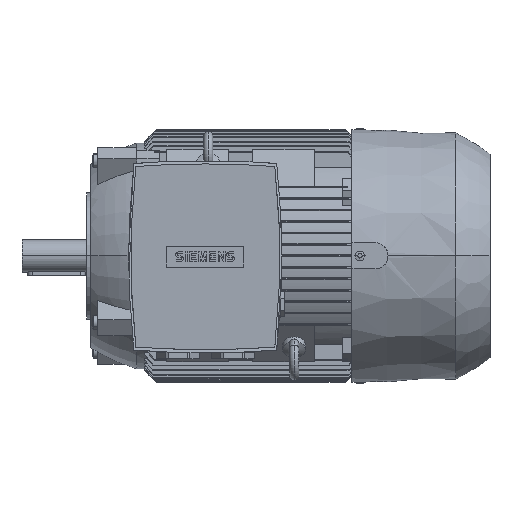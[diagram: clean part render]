
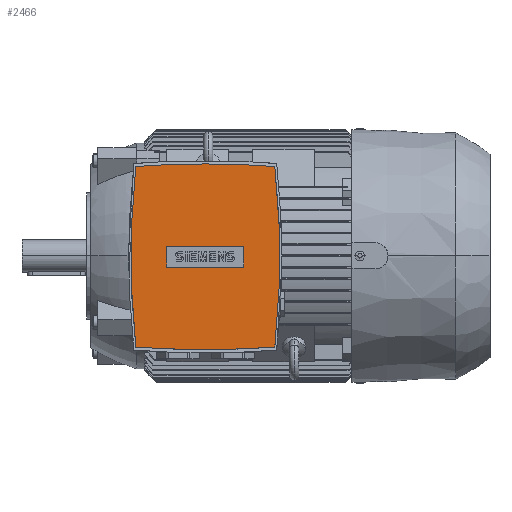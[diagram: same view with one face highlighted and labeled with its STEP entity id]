
A CAD part, top view. The second image highlights one B-rep face of the part: STEP entity #2466.
In plain terms, the highlighted planar face has unit normal (0, 0, 1).
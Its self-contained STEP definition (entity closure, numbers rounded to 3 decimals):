
#2466=ADVANCED_FACE('',(#5160,#5161),#5162,.T.);
#5160=FACE_BOUND('',#8087,.T.);
#5161=FACE_OUTER_BOUND('',#8088,.T.);
#5162=PLANE('',#8089);
#8087=EDGE_LOOP('',(#15646,#15647,#15648,#15649));
#8088=EDGE_LOOP('',(#15650,#15651,#15652,#15653,#15654,#15655));
#8089=AXIS2_PLACEMENT_3D('',#15656,#15657,#15658);
#15646=ORIENTED_EDGE('',*,*,#20595,.T.);
#15647=ORIENTED_EDGE('',*,*,#20599,.T.);
#15648=ORIENTED_EDGE('',*,*,#20602,.T.);
#15649=ORIENTED_EDGE('',*,*,#20604,.T.);
#15650=ORIENTED_EDGE('',*,*,#20680,.T.);
#15651=ORIENTED_EDGE('',*,*,#20682,.T.);
#15652=ORIENTED_EDGE('',*,*,#17999,.T.);
#15653=ORIENTED_EDGE('',*,*,#20674,.T.);
#15654=ORIENTED_EDGE('',*,*,#18010,.T.);
#15655=ORIENTED_EDGE('',*,*,#20671,.T.);
#15656=CARTESIAN_POINT('',(60.0,-1.0,196.0));
#15657=DIRECTION('',(0.0,0.0,1.0));
#15658=DIRECTION('',(0.0,-1.0,0.0));
#17999=EDGE_CURVE('',#21732,#21736,#21738,.T.);
#18010=EDGE_CURVE('',#21758,#21755,#21759,.T.);
#20595=EDGE_CURVE('',#25612,#25610,#25613,.T.);
#20599=EDGE_CURVE('',#25610,#25616,#25618,.T.);
#20602=EDGE_CURVE('',#25616,#25620,#25622,.T.);
#20604=EDGE_CURVE('',#25620,#25612,#25624,.T.);
#20671=EDGE_CURVE('',#21755,#25719,#25721,.T.);
#20674=EDGE_CURVE('',#21736,#21758,#25724,.T.);
#20680=EDGE_CURVE('',#25719,#25729,#25731,.T.);
#20682=EDGE_CURVE('',#25729,#21732,#25733,.T.);
#21732=VERTEX_POINT('',#27997);
#21736=VERTEX_POINT('',#28002);
#21738=CIRCLE('',#28005,828.12);
#21755=VERTEX_POINT('',#28047);
#21758=VERTEX_POINT('',#28051);
#21759=CIRCLE('',#28052,828.12);
#25610=VERTEX_POINT('',#39746);
#25612=VERTEX_POINT('',#39749);
#25613=LINE('',#39750,#39751);
#25616=VERTEX_POINT('',#39755);
#25618=LINE('',#39758,#39759);
#25620=VERTEX_POINT('',#39761);
#25622=LINE('',#39764,#39765);
#25624=LINE('',#39767,#39768);
#25719=VERTEX_POINT('',#39906);
#25721=CIRCLE('',#39909,828.12);
#25724=CIRCLE('',#39912,717.2);
#25729=VERTEX_POINT('',#39918);
#25731=CIRCLE('',#39921,717.2);
#25733=CIRCLE('',#39923,828.12);
#27997=CARTESIAN_POINT('',(60.,-82.0,196.0));
#28002=CARTESIAN_POINT('',(120.661,-79.775,196.0));
#28005=AXIS2_PLACEMENT_3D('',#41937,#41938,#41939);
#28047=CARTESIAN_POINT('',(60.,80.0,196.0));
#28051=CARTESIAN_POINT('',(120.661,77.775,196.0));
#28052=AXIS2_PLACEMENT_3D('',#41953,#41954,#41955);
#39746=CARTESIAN_POINT('',(26.25,-10.05,196.0));
#39749=CARTESIAN_POINT('',(93.75,-10.05,196.0));
#39750=CARTESIAN_POINT('',(60.0,-10.05,196.0));
#39751=VECTOR('',#44153,1.0);
#39755=CARTESIAN_POINT('',(26.25,8.05,196.0));
#39758=CARTESIAN_POINT('',(26.25,-1.0,196.0));
#39759=VECTOR('',#44156,1.0);
#39761=CARTESIAN_POINT('',(93.75,8.05,196.0));
#39764=CARTESIAN_POINT('',(60.0,8.05,196.0));
#39765=VECTOR('',#44158,1.0);
#39767=CARTESIAN_POINT('',(93.75,-1.0,196.0));
#39768=VECTOR('',#44159,1.0);
#39906=CARTESIAN_POINT('',(-0.661,77.775,196.0));
#39909=AXIS2_PLACEMENT_3D('',#44258,#44259,#44260);
#39912=AXIS2_PLACEMENT_3D('',#44261,#44262,#44263);
#39918=CARTESIAN_POINT('',(-0.661,-79.775,196.0));
#39921=AXIS2_PLACEMENT_3D('',#44266,#44267,#44268);
#39923=AXIS2_PLACEMENT_3D('',#44269,#44270,#44271);
#41937=CARTESIAN_POINT('',(60.0,746.12,196.0));
#41938=DIRECTION('',(0.0,-0.0,1.0));
#41939=DIRECTION('',(0.0,1.0,0.0));
#41953=CARTESIAN_POINT('',(60.0,-748.12,196.0));
#41954=DIRECTION('',(0.0,-0.0,1.0));
#41955=DIRECTION('',(0.0,1.0,0.0));
#44153=DIRECTION('',(-1.0,0.0,0.0));
#44156=DIRECTION('',(0.0,1.0,0.0));
#44158=DIRECTION('',(1.0,0.0,-0.0));
#44159=DIRECTION('',(0.0,-1.0,0.0));
#44258=CARTESIAN_POINT('',(60.0,-748.12,196.0));
#44259=DIRECTION('',(0.0,-0.0,1.0));
#44260=DIRECTION('',(0.0,1.0,0.0));
#44261=CARTESIAN_POINT('',(-592.2,-1.0,196.0));
#44262=DIRECTION('',(0.0,-0.0,1.0));
#44263=DIRECTION('',(0.0,1.0,0.0));
#44266=CARTESIAN_POINT('',(712.2,-1.0,196.0));
#44267=DIRECTION('',(0.0,-0.0,1.0));
#44268=DIRECTION('',(0.0,1.0,0.0));
#44269=CARTESIAN_POINT('',(60.0,746.12,196.0));
#44270=DIRECTION('',(0.0,-0.0,1.0));
#44271=DIRECTION('',(0.0,1.0,0.0));
